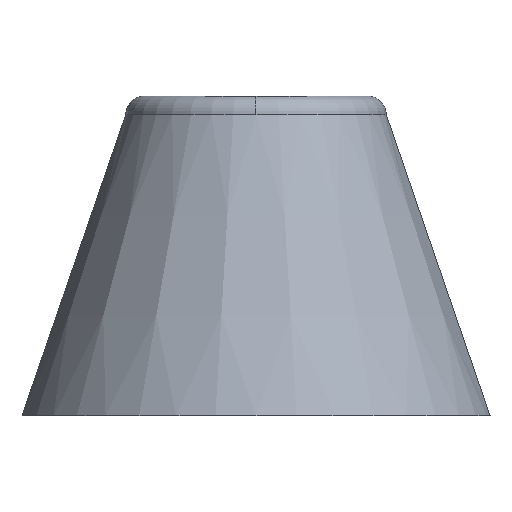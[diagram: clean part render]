
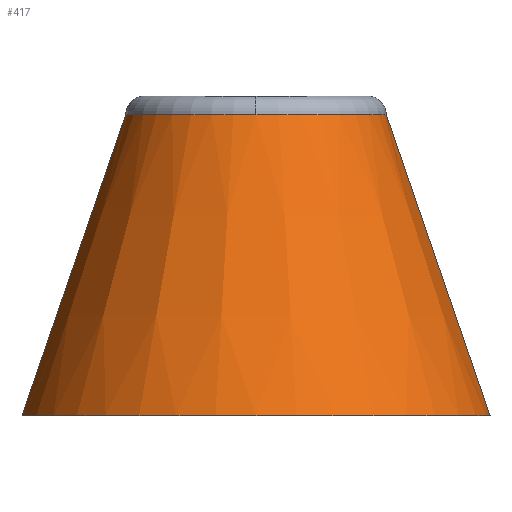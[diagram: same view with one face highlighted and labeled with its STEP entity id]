
A CAD part, left-side view. The second image highlights one B-rep face of the part: STEP entity #417.
In plain terms, the highlighted conical face has half-angle 19 degrees and reference radius 7 mm.
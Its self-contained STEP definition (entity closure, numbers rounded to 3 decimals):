
#52 = CARTESIAN_POINT ( 'NONE',  ( -26., -13.922, -13.2 ) ) ;
#60 = CARTESIAN_POINT ( 'NONE',  ( -26., -19.5, 3. ) ) ;
#69 = ORIENTED_EDGE ( 'NONE', *, *, #323, .T. ) ;
#105 = VERTEX_POINT ( 'NONE', #528 ) ;
#116 = CIRCLE ( 'NONE', #134, 12.578 ) ;
#123 = CARTESIAN_POINT ( 'NONE',  ( -26., -26.5, -13.2 ) ) ;
#134 = AXIS2_PLACEMENT_3D ( 'NONE', #123, #295, #468 ) ;
#138 = LINE ( 'NONE', #189, #236 ) ;
#141 = CARTESIAN_POINT ( 'NONE',  ( -26., -33.5, 3. ) ) ;
#152 = VERTEX_POINT ( 'NONE', #60 ) ;
#189 = CARTESIAN_POINT ( 'NONE',  ( -26., -33.5, 3. ) ) ;
#213 = CARTESIAN_POINT ( 'NONE',  ( -26., -19.5, 3. ) ) ;
#230 = CARTESIAN_POINT ( 'NONE',  ( -26., -26.5, 3. ) ) ;
#236 = VECTOR ( 'NONE', #478, 1000. ) ;
#240 = ORIENTED_EDGE ( 'NONE', *, *, #306, .F. ) ;
#243 = ORIENTED_EDGE ( 'NONE', *, *, #484, .T. ) ;
#254 = CONICAL_SURFACE ( 'NONE', #320, 7., 0.332 ) ;
#262 = DIRECTION ( 'NONE',  ( 0., -0.326, 0.946 ) ) ;
#288 = VERTEX_POINT ( 'NONE', #388 ) ;
#289 = DIRECTION ( 'NONE',  ( 1., 0., 0. ) ) ;
#295 = DIRECTION ( 'NONE',  ( 0., 0., 1. ) ) ;
#306 = EDGE_CURVE ( 'NONE', #463, #152, #472, .T. ) ;
#320 = AXIS2_PLACEMENT_3D ( 'NONE', #230, #390, #529 ) ;
#323 = EDGE_CURVE ( 'NONE', #409, #288, #439, .T. ) ;
#329 = AXIS2_PLACEMENT_3D ( 'NONE', #459, #532, #455 ) ;
#332 = EDGE_CURVE ( 'NONE', #463, #105, #116, .T. ) ;
#388 = CARTESIAN_POINT ( 'NONE',  ( -33., -26.5, 3. ) ) ;
#390 = DIRECTION ( 'NONE',  ( 0., 0., -1. ) ) ;
#409 = VERTEX_POINT ( 'NONE', #141 ) ;
#412 = EDGE_LOOP ( 'NONE', ( #69, #416, #240, #498, #243 ) ) ;
#414 = AXIS2_PLACEMENT_3D ( 'NONE', #420, #509, #289 ) ;
#415 = CIRCLE ( 'NONE', #329, 7. ) ;
#416 = ORIENTED_EDGE ( 'NONE', *, *, #541, .T. ) ;
#417 = ADVANCED_FACE ( 'NONE', ( #517 ), #254, .T. ) ;
#420 = CARTESIAN_POINT ( 'NONE',  ( -26., -26.5, 3. ) ) ;
#431 = VECTOR ( 'NONE', #262, 1000. ) ;
#439 = CIRCLE ( 'NONE', #414, 7. ) ;
#455 = DIRECTION ( 'NONE',  ( 1., 0., 0. ) ) ;
#459 = CARTESIAN_POINT ( 'NONE',  ( -26., -26.5, 3. ) ) ;
#463 = VERTEX_POINT ( 'NONE', #52 ) ;
#468 = DIRECTION ( 'NONE',  ( 1., 0., 0. ) ) ;
#472 = LINE ( 'NONE', #213, #431 ) ;
#478 = DIRECTION ( 'NONE',  ( 0., 0.326, 0.946 ) ) ;
#484 = EDGE_CURVE ( 'NONE', #105, #409, #138, .T. ) ;
#498 = ORIENTED_EDGE ( 'NONE', *, *, #332, .T. ) ;
#509 = DIRECTION ( 'NONE',  ( 0., 0., -1. ) ) ;
#517 = FACE_OUTER_BOUND ( 'NONE', #412, .T. ) ;
#528 = CARTESIAN_POINT ( 'NONE',  ( -26., -39.078, -13.2 ) ) ;
#529 = DIRECTION ( 'NONE',  ( 1., 0., 0. ) ) ;
#532 = DIRECTION ( 'NONE',  ( 0., 0., -1. ) ) ;
#541 = EDGE_CURVE ( 'NONE', #288, #152, #415, .T. ) ;
